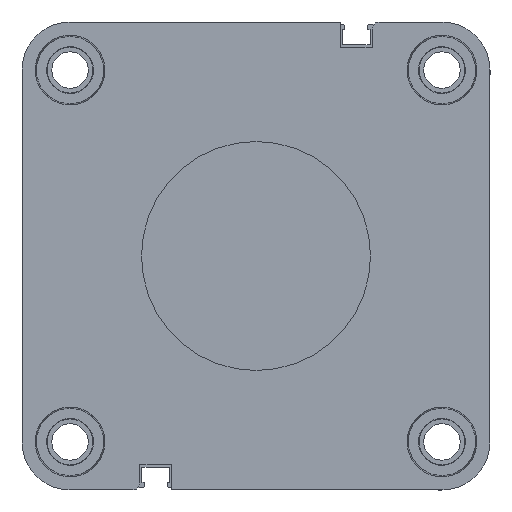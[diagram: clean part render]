
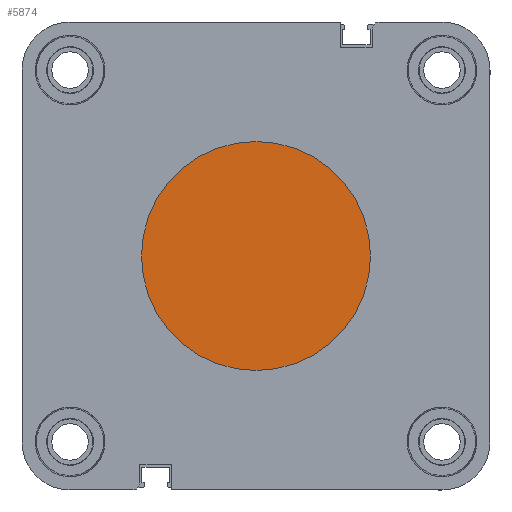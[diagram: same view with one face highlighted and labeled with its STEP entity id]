
A CAD part, left-side view. The second image highlights one B-rep face of the part: STEP entity #5874.
In plain terms, the highlighted planar face has unit normal (-1, 0, 0).
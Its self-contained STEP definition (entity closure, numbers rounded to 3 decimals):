
#2861 = FACE_OUTER_BOUND ( 'NONE', #6241, .T. ) ;
#2862 = CIRCLE ( 'NONE', #7967, 27.4 ) ;
#3006 = CARTESIAN_POINT ( 'NONE',  ( 0., 0., 0. ) ) ;
#4077 = DIRECTION ( 'NONE',  ( 0., 0., 1. ) ) ;
#4582 = DIRECTION ( 'NONE',  ( -1., 0., 0. ) ) ;
#4643 = AXIS2_PLACEMENT_3D ( 'NONE', #14044, #4582, #5807 ) ;
#4838 = CARTESIAN_POINT ( 'NONE',  ( 0., 0., 27.4 ) ) ;
#4889 = DIRECTION ( 'NONE',  ( 0., 0., 1. ) ) ;
#5036 = CARTESIAN_POINT ( 'NONE',  ( 0., 0., 0. ) ) ;
#5384 = ORIENTED_EDGE ( 'NONE', *, *, #8582, .T. ) ;
#5766 = VERTEX_POINT ( 'NONE', #12615 ) ;
#5807 = DIRECTION ( 'NONE',  ( 0., 0., 1. ) ) ;
#5874 = ADVANCED_FACE ( 'NONE', ( #2861 ), #10872, .T. ) ;
#6241 = EDGE_LOOP ( 'NONE', ( #5384, #6498 ) ) ;
#6498 = ORIENTED_EDGE ( 'NONE', *, *, #13096, .T. ) ;
#7967 = AXIS2_PLACEMENT_3D ( 'NONE', #3006, #10008, #4077 ) ;
#8193 = AXIS2_PLACEMENT_3D ( 'NONE', #5036, #14261, #4889 ) ;
#8582 = EDGE_CURVE ( 'NONE', #14339, #5766, #2862, .T. ) ;
#10008 = DIRECTION ( 'NONE',  ( -1., 0., 0. ) ) ;
#10329 = CIRCLE ( 'NONE', #4643, 27.4 ) ;
#10872 = PLANE ( 'NONE',  #8193 ) ;
#12615 = CARTESIAN_POINT ( 'NONE',  ( 0., 0., -27.4 ) ) ;
#13096 = EDGE_CURVE ( 'NONE', #5766, #14339, #10329, .T. ) ;
#14044 = CARTESIAN_POINT ( 'NONE',  ( 0., 0., 0. ) ) ;
#14261 = DIRECTION ( 'NONE',  ( -1., 0., 0. ) ) ;
#14339 = VERTEX_POINT ( 'NONE', #4838 ) ;
